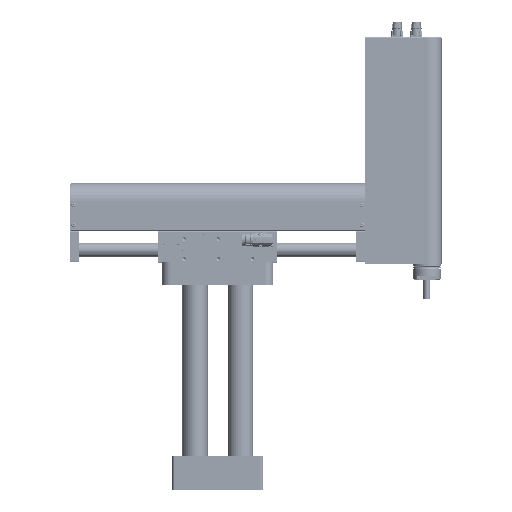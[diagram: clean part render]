
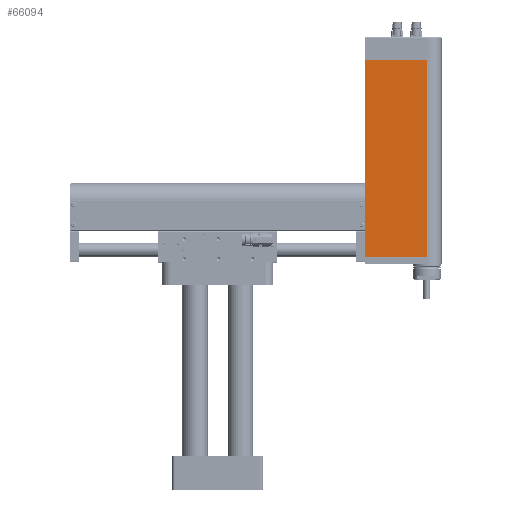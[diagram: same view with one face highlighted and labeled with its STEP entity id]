
A CAD part, top view. The second image highlights one B-rep face of the part: STEP entity #66094.
In plain terms, the highlighted face is planar.
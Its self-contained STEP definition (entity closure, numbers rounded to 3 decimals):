
#14207 = CARTESIAN_POINT ( 'NONE',  ( 67., 25., 347. ) ) ;
#27436 = DIRECTION ( 'NONE',  ( 1., 0., 0. ) ) ;
#28232 = CARTESIAN_POINT ( 'NONE',  ( 67., 25., 347. ) ) ;
#29729 = FACE_OUTER_BOUND ( 'NONE', #91277, .T. ) ;
#31898 = EDGE_CURVE ( 'NONE', #101167, #175885, #75610, .T. ) ;
#51902 = DIRECTION ( 'NONE',  ( -1., 0., 0. ) ) ;
#53232 = VERTEX_POINT ( 'NONE', #14207 ) ;
#58361 = LINE ( 'NONE', #228718, #85904 ) ;
#60931 = CARTESIAN_POINT ( 'NONE',  ( -67.5, 25., 347. ) ) ;
#66094 = ADVANCED_FACE ( 'NONE', ( #29729 ), #184692, .F. ) ;
#73657 = AXIS2_PLACEMENT_3D ( 'NONE', #60931, #79425, #27436 ) ;
#75610 = LINE ( 'NONE', #128870, #76469 ) ;
#76469 = VECTOR ( 'NONE', #129983, 1000. ) ;
#79425 = DIRECTION ( 'NONE',  ( 0., -1., 0. ) ) ;
#85904 = VECTOR ( 'NONE', #51902, 1000. ) ;
#86904 = VECTOR ( 'NONE', #195604, 1000. ) ;
#91277 = EDGE_LOOP ( 'NONE', ( #218922, #136219, #132388, #177967 ) ) ;
#93855 = EDGE_CURVE ( 'NONE', #179949, #101167, #200149, .T. ) ;
#101167 = VERTEX_POINT ( 'NONE', #104199 ) ;
#104199 = CARTESIAN_POINT ( 'NONE',  ( -42.5, 25., 0. ) ) ;
#125111 = CARTESIAN_POINT ( 'NONE',  ( -67.5, 25., 0. ) ) ;
#128870 = CARTESIAN_POINT ( 'NONE',  ( -42.5, 25., 347. ) ) ;
#129983 = DIRECTION ( 'NONE',  ( 0., 0., 1. ) ) ;
#132298 = LINE ( 'NONE', #28232, #135459 ) ;
#132388 = ORIENTED_EDGE ( 'NONE', *, *, #93855, .T. ) ;
#135459 = VECTOR ( 'NONE', #221309, 1000. ) ;
#136219 = ORIENTED_EDGE ( 'NONE', *, *, #205652, .T. ) ;
#137523 = CARTESIAN_POINT ( 'NONE',  ( 67., 25., 0. ) ) ;
#175885 = VERTEX_POINT ( 'NONE', #225917 ) ;
#177967 = ORIENTED_EDGE ( 'NONE', *, *, #31898, .T. ) ;
#179949 = VERTEX_POINT ( 'NONE', #137523 ) ;
#184692 = PLANE ( 'NONE',  #73657 ) ;
#188407 = EDGE_CURVE ( 'NONE', #53232, #175885, #58361, .T. ) ;
#195604 = DIRECTION ( 'NONE',  ( -1., 0., 0. ) ) ;
#200149 = LINE ( 'NONE', #125111, #86904 ) ;
#205652 = EDGE_CURVE ( 'NONE', #53232, #179949, #132298, .T. ) ;
#218922 = ORIENTED_EDGE ( 'NONE', *, *, #188407, .F. ) ;
#221309 = DIRECTION ( 'NONE',  ( 0., 0., -1. ) ) ;
#225917 = CARTESIAN_POINT ( 'NONE',  ( -42.5, 25., 347. ) ) ;
#228718 = CARTESIAN_POINT ( 'NONE',  ( -67.5, 25., 347. ) ) ;
